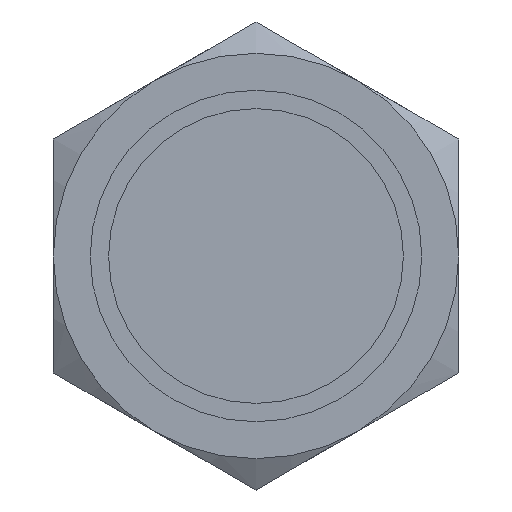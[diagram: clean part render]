
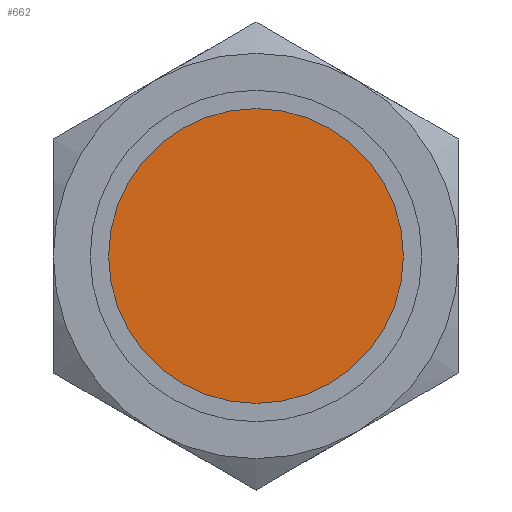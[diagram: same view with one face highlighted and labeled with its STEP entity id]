
A CAD part, front view. The second image highlights one B-rep face of the part: STEP entity #662.
In plain terms, the highlighted planar face has unit normal (0, -1, 0).
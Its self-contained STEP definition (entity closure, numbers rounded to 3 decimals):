
#49=PLANE('',#755);
#124=FACE_OUTER_BOUND('',#169,.T.);
#169=EDGE_LOOP('',(#526,#527));
#267=CIRCLE('',#753,4.);
#268=CIRCLE('',#754,4.);
#316=VERTEX_POINT('',#1088);
#317=VERTEX_POINT('',#1089);
#389=EDGE_CURVE('',#316,#317,#267,.T.);
#390=EDGE_CURVE('',#317,#316,#268,.T.);
#526=ORIENTED_EDGE('',*,*,#389,.T.);
#527=ORIENTED_EDGE('',*,*,#390,.T.);
#662=ADVANCED_FACE('',(#124),#49,.T.);
#753=AXIS2_PLACEMENT_3D('',#1090,#905,#906);
#754=AXIS2_PLACEMENT_3D('',#1091,#907,#908);
#755=AXIS2_PLACEMENT_3D('',#1093,#910,#911);
#905=DIRECTION('center_axis',(0.,-1.,0.));
#906=DIRECTION('ref_axis',(-1.,0.,0.));
#907=DIRECTION('center_axis',(0.,-1.,0.));
#908=DIRECTION('ref_axis',(-1.,0.,0.));
#910=DIRECTION('center_axis',(0.,-1.,0.));
#911=DIRECTION('ref_axis',(0.,0.,-1.));
#1088=CARTESIAN_POINT('',(-4.,0.,0.));
#1089=CARTESIAN_POINT('',(4.,0.,0.));
#1090=CARTESIAN_POINT('Origin',(0.,0.,
0.));
#1091=CARTESIAN_POINT('Origin',(0.,0.,
0.));
#1093=CARTESIAN_POINT('Origin',(-1.865,0.,
0.));
